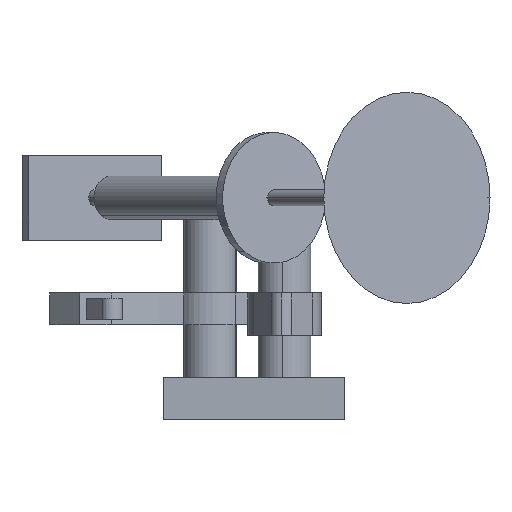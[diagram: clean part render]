
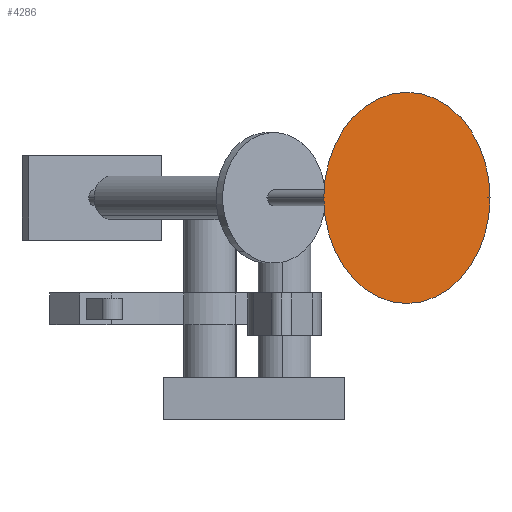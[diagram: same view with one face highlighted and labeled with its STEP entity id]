
A CAD part, front view. The second image highlights one B-rep face of the part: STEP entity #4286.
In plain terms, the highlighted face is planar.
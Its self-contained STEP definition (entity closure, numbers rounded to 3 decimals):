
#3455 = CONICAL_SURFACE('',#3456,12.498,1.047);
#3456 = AXIS2_PLACEMENT_3D('',#3457,#3458,#3459);
#3457 = CARTESIAN_POINT('',(28.779,-34.776,26.25));
#3458 = DIRECTION('',(0.617,-0.787,0.
    ));
#3459 = DIRECTION('',(0.787,0.617,0.)
  );
#3474 = VERTEX_POINT('',#3475);
#3475 = CARTESIAN_POINT('',(18.945,-42.487,26.25));
#3488 = CONICAL_SURFACE('',#3489,12.498,1.047);
#3489 = AXIS2_PLACEMENT_3D('',#3490,#3491,#3492);
#3490 = CARTESIAN_POINT('',(28.779,-34.776,26.25));
#3491 = DIRECTION('',(0.617,-0.787,0.
    ));
#3492 = DIRECTION('',(0.787,0.617,0.)
  );
#3499 = EDGE_CURVE('',#3474,#3500,#3502,.T.);
#3500 = VERTEX_POINT('',#3501);
#3501 = CARTESIAN_POINT('',(38.614,-27.064,26.25));
#3502 = SURFACE_CURVE('',#3503,(#3508,#3514),.PCURVE_S1.);
#3503 = CIRCLE('',#3504,12.498);
#3504 = AXIS2_PLACEMENT_3D('',#3505,#3506,#3507);
#3505 = CARTESIAN_POINT('',(28.779,-34.776,26.25));
#3506 = DIRECTION('',(-0.617,0.787,0.)
  );
#3507 = DIRECTION('',(0.787,0.617,0.)
  );
#3508 = PCURVE('',#3455,#3509);
#3509 = DEFINITIONAL_REPRESENTATION('',(#3510),#3513);
#3510 = B_SPLINE_CURVE_WITH_KNOTS('',1,(#3511,#3512),.UNSPECIFIED.,.F.,
  .F.,(2,2),(3.142,6.283),.PIECEWISE_BEZIER_KNOTS.);
#3511 = CARTESIAN_POINT('',(3.142,0.));
#3512 = CARTESIAN_POINT('',(0.,0.));
#3513 = ( GEOMETRIC_REPRESENTATION_CONTEXT(2) 
PARAMETRIC_REPRESENTATION_CONTEXT() REPRESENTATION_CONTEXT('2D SPACE',''
  ) );
#3514 = PCURVE('',#3515,#3520);
#3515 = PLANE('',#3516);
#3516 = AXIS2_PLACEMENT_3D('',#3517,#3518,#3519);
#3517 = CARTESIAN_POINT('',(23.862,-38.631,26.25));
#3518 = DIRECTION('',(0.617,-0.787,0.
    ));
#3519 = DIRECTION('',(0.787,0.617,0.)
  );
#3520 = DEFINITIONAL_REPRESENTATION('',(#3521),#3529);
#3521 = ( BOUNDED_CURVE() B_SPLINE_CURVE(2,(#3522,#3523,#3524,#3525,
#3526,#3527,#3528),.UNSPECIFIED.,.F.,.F.) B_SPLINE_CURVE_WITH_KNOTS((1,2
    ,2,2,2,1),(-2.094,0.,2.094,4.189,
6.283,8.378),.UNSPECIFIED.) CURVE() 
GEOMETRIC_REPRESENTATION_ITEM() RATIONAL_B_SPLINE_CURVE((1.,0.5,1.,0.5,
1.,0.5,1.)) REPRESENTATION_ITEM('') );
#3522 = CARTESIAN_POINT('',(18.746,0.));
#3523 = CARTESIAN_POINT('',(18.746,-21.646));
#3524 = CARTESIAN_POINT('',(0.,-10.823));
#3525 = CARTESIAN_POINT('',(-18.746,0.));
#3526 = CARTESIAN_POINT('',(0.,10.823));
#3527 = CARTESIAN_POINT('',(18.746,21.646));
#3528 = CARTESIAN_POINT('',(18.746,0.));
#3529 = ( GEOMETRIC_REPRESENTATION_CONTEXT(2) 
PARAMETRIC_REPRESENTATION_CONTEXT() REPRESENTATION_CONTEXT('2D SPACE',''
  ) );
#4143 = EDGE_CURVE('',#3500,#3474,#4144,.T.);
#4144 = SURFACE_CURVE('',#4145,(#4150,#4156),.PCURVE_S1.);
#4145 = CIRCLE('',#4146,12.498);
#4146 = AXIS2_PLACEMENT_3D('',#4147,#4148,#4149);
#4147 = CARTESIAN_POINT('',(28.779,-34.776,26.25));
#4148 = DIRECTION('',(-0.617,0.787,0.)
  );
#4149 = DIRECTION('',(0.787,0.617,0.)
  );
#4150 = PCURVE('',#3488,#4151);
#4151 = DEFINITIONAL_REPRESENTATION('',(#4152),#4155);
#4152 = B_SPLINE_CURVE_WITH_KNOTS('',1,(#4153,#4154),.UNSPECIFIED.,.F.,
  .F.,(2,2),(0.,3.142),.PIECEWISE_BEZIER_KNOTS.);
#4153 = CARTESIAN_POINT('',(6.283,0.));
#4154 = CARTESIAN_POINT('',(3.142,0.));
#4155 = ( GEOMETRIC_REPRESENTATION_CONTEXT(2) 
PARAMETRIC_REPRESENTATION_CONTEXT() REPRESENTATION_CONTEXT('2D SPACE',''
  ) );
#4156 = PCURVE('',#3515,#4157);
#4157 = DEFINITIONAL_REPRESENTATION('',(#4158),#4166);
#4158 = ( BOUNDED_CURVE() B_SPLINE_CURVE(2,(#4159,#4160,#4161,#4162,
#4163,#4164,#4165),.UNSPECIFIED.,.F.,.F.) B_SPLINE_CURVE_WITH_KNOTS((1,2
    ,2,2,2,1),(-2.094,0.,2.094,4.189,
6.283,8.378),.UNSPECIFIED.) CURVE() 
GEOMETRIC_REPRESENTATION_ITEM() RATIONAL_B_SPLINE_CURVE((1.,0.5,1.,0.5,
1.,0.5,1.)) REPRESENTATION_ITEM('') );
#4159 = CARTESIAN_POINT('',(18.746,0.));
#4160 = CARTESIAN_POINT('',(18.746,-21.646));
#4161 = CARTESIAN_POINT('',(0.,-10.823));
#4162 = CARTESIAN_POINT('',(-18.746,0.));
#4163 = CARTESIAN_POINT('',(0.,10.823));
#4164 = CARTESIAN_POINT('',(18.746,21.646));
#4165 = CARTESIAN_POINT('',(18.746,0.));
#4166 = ( GEOMETRIC_REPRESENTATION_CONTEXT(2) 
PARAMETRIC_REPRESENTATION_CONTEXT() REPRESENTATION_CONTEXT('2D SPACE',''
  ) );
#4286 = ADVANCED_FACE('',(#4287),#3515,.F.);
#4287 = FACE_BOUND('',#4288,.F.);
#4288 = EDGE_LOOP('',(#4289,#4290));
#4289 = ORIENTED_EDGE('',*,*,#4143,.F.);
#4290 = ORIENTED_EDGE('',*,*,#3499,.F.);
